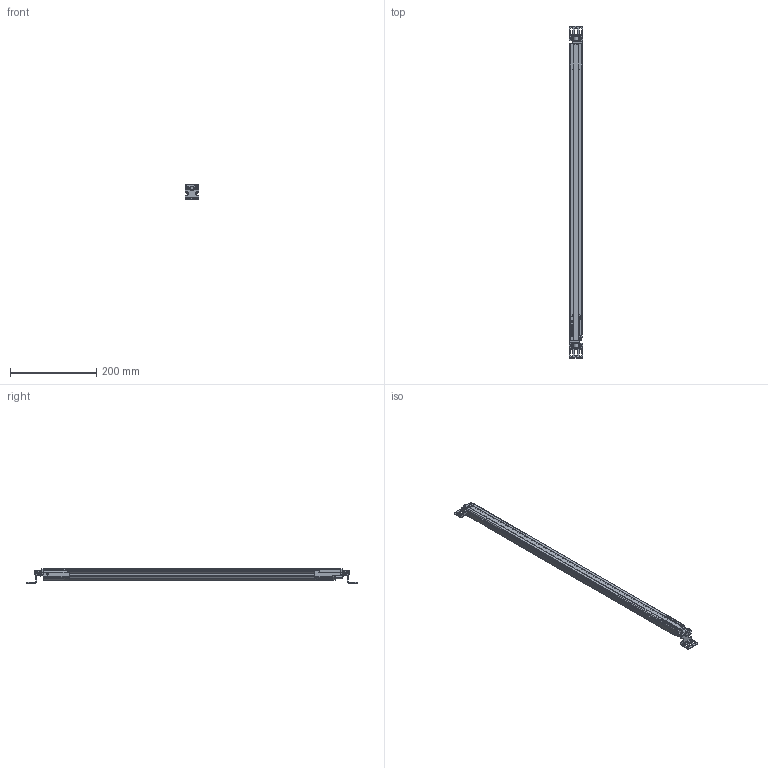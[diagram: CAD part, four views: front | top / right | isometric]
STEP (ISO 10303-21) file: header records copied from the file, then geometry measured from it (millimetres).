
FILE_DESCRIPTION((''),'2;1');
FILE_NAME('141890_ASM','2015-12-02T',('pdmadmin'),(''),'PRO/ENGINEER BY PARAMETRIC TECHNOLOGY CORPORATION, 2013230','PRO/ENGINEER BY PARAMETRIC TECHNOLOGY CORPORATION, 2013230','');
FILE_SCHEMA(('CONFIG_CONTROL_DESIGN'));
Products named in the file (44): 139119; 137693_AF2; 137388; 138906; 138905; 139930; 144262_GASKET_AF1; 144262_AF1_ASM; 138907; 137389_AF47_ASM; 138967; 139928; 139929_LIGHT_PIPE; 139929_ASM; 141056_AF0; 137390_ASM; 138908; 137693_AF3; 138660; 139152; 138910; 139152_AF47; 139119_TAPE_AF0; 139119_TAPE_AF1; 139249; 142161; 141996_WINDOW_1; 141996_WINDOW_2; 142161_ASM; 137718; 137717; EZS_LP_CORDSET_POTTING_AF1; 137570; 138653_AF1; 138657_SIMPLIFIED; 138655; 138654; EZS_LP_CORDSET_SIMPLIFIED_AF47_ASM; 140904; 142038 ...
Assembly tree (67 placements, depth 4):
  141890_ASM
    139119
    137693_AF2
    137388
    138906
    138905  x5
    137389_AF47_ASM
      144262_AF1_ASM
        139930
        144262_GASKET_AF1
      138907
    138967
    137390_ASM
      139929_ASM
        139928
        139929_LIGHT_PIPE
      141056_AF0
    138908  x2
    137693_AF3
    138660
    139152
    138910
    139152_AF47
    139119_TAPE_AF0
    139119_TAPE_AF1
    139249
    142161_ASM
      142161
      141996_WINDOW_1
      141996_WINDOW_2  x10
    EZS_LP_CORDSET_SIMPLIFIED_AF47_ASM
      137718
      137717
      EZS_LP_CORDSET_POTTING_AF1
      137570
      138653_AF1
      138657_SIMPLIFIED
      138655
      138654  x2
    140904  x2
    142038  x4
    140906  x2
    140905  x2
    142039  x4
Bounding box: 32 x 768.7 x 32.93 mm (x, y, z)
Volume: 163974.2 mm3; surface area: 210127.4 mm2
Topology: 61 solids, 81 shells, 3914 faces, 10366 edges, 6590 vertices
Faces by surface type: plane 1833, cylinder 1325, bspline 399, torus 200, cone 108, sphere 49
Entity records: 113923 total; most frequent: CARTESIAN_POINT 48534, ORIENTED_EDGE 13860, DIRECTION 12804, EDGE_CURVE 6966, VECTOR 4606, LINE 4606, VERTEX_POINT 4452, AXIS2_PLACEMENT_3D 4099
